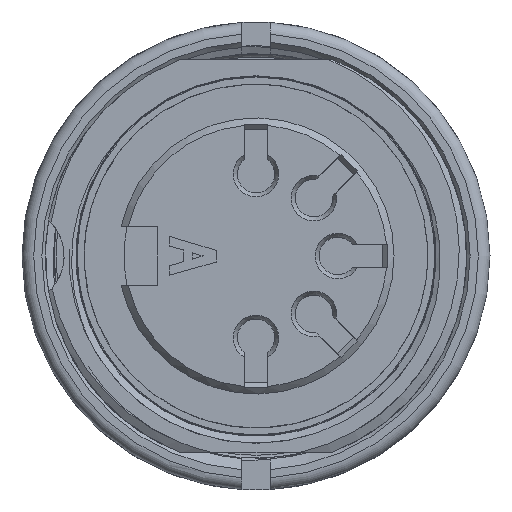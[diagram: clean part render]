
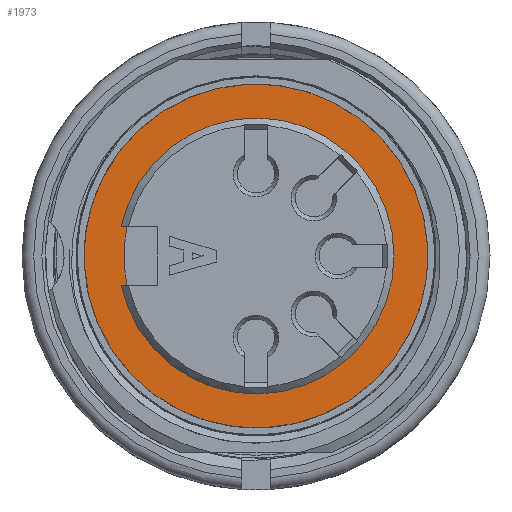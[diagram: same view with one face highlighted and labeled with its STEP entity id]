
A CAD part, front view. The second image highlights one B-rep face of the part: STEP entity #1973.
In plain terms, the highlighted planar face has unit normal (0, -1, 0).
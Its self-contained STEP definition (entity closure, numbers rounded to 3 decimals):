
#1542=PLANE('',#8548);
#1688=FACE_BOUND('',#2847,.T.);
#1689=FACE_BOUND('',#2848,.T.);
#1973=ADVANCED_FACE('',(#1688,#1689),#1542,.T.);
#2847=EDGE_LOOP('',(#5607));
#2848=EDGE_LOOP('',(#5608,#5609,#5610,#5611));
#3670=LINE('',#12368,#4179);
#3672=LINE('',#12374,#4181);
#4179=VECTOR('',#9865,1.);
#4181=VECTOR('',#9873,1.);
#5607=ORIENTED_EDGE('',*,*,#7637,.T.);
#5608=ORIENTED_EDGE('',*,*,#7636,.F.);
#5609=ORIENTED_EDGE('',*,*,#7635,.T.);
#5610=ORIENTED_EDGE('',*,*,#7633,.F.);
#5611=ORIENTED_EDGE('',*,*,#7629,.T.);
#6747=VERTEX_POINT('',#12361);
#6748=VERTEX_POINT('',#12362);
#6749=VERTEX_POINT('',#12367);
#6750=VERTEX_POINT('',#12371);
#6751=VERTEX_POINT('',#12377);
#7629=EDGE_CURVE('',#6747,#6748,#8103,.T.);
#7633=EDGE_CURVE('',#6747,#6749,#3670,.T.);
#7635=EDGE_CURVE('',#6750,#6749,#8104,.T.);
#7636=EDGE_CURVE('',#6750,#6748,#3672,.T.);
#7637=EDGE_CURVE('',#6751,#6751,#8105,.T.);
#8103=CIRCLE('',#8541,5.9);
#8104=CIRCLE('',#8544,5.65);
#8105=CIRCLE('',#8547,7.35);
#8541=AXIS2_PLACEMENT_3D('',#12360,#9858,#9859);
#8544=AXIS2_PLACEMENT_3D('',#12372,#9869,#9870);
#8547=AXIS2_PLACEMENT_3D('',#12376,#9876,#9877);
#8548=AXIS2_PLACEMENT_3D('',#12378,#9878,#9879);
#9858=DIRECTION('',(0.,1.,0.));
#9859=DIRECTION('',(0.,0.,-1.));
#9865=DIRECTION('',(1.,0.,0.));
#9869=DIRECTION('',(0.,1.,0.));
#9870=DIRECTION('',(0.547,0.,-0.837));
#9873=DIRECTION('',(-1.,0.,0.));
#9876=DIRECTION('',(0.,-1.,0.));
#9877=DIRECTION('',(0.547,0.,-0.837));
#9878=DIRECTION('',(0.,-1.,0.));
#9879=DIRECTION('',(0.837,0.,0.547));
#12360=CARTESIAN_POINT('',(0.596,-17.756,0.));
#12361=CARTESIAN_POINT('',(-5.17,-17.756,1.25));
#12362=CARTESIAN_POINT('',(-5.17,-17.756,-1.25));
#12367=CARTESIAN_POINT('',(-4.914,-17.756,1.25));
#12368=CARTESIAN_POINT('',(0.596,-17.756,1.25));
#12371=CARTESIAN_POINT('',(-4.914,-17.756,-1.25));
#12372=CARTESIAN_POINT('',(0.596,-17.756,0.));
#12374=CARTESIAN_POINT('',(0.596,-17.756,-1.25));
#12376=CARTESIAN_POINT('',(0.596,-17.756,0.));
#12377=CARTESIAN_POINT('',(4.616,-17.756,-6.153));
#12378=CARTESIAN_POINT('',(0.596,-17.756,0.));
